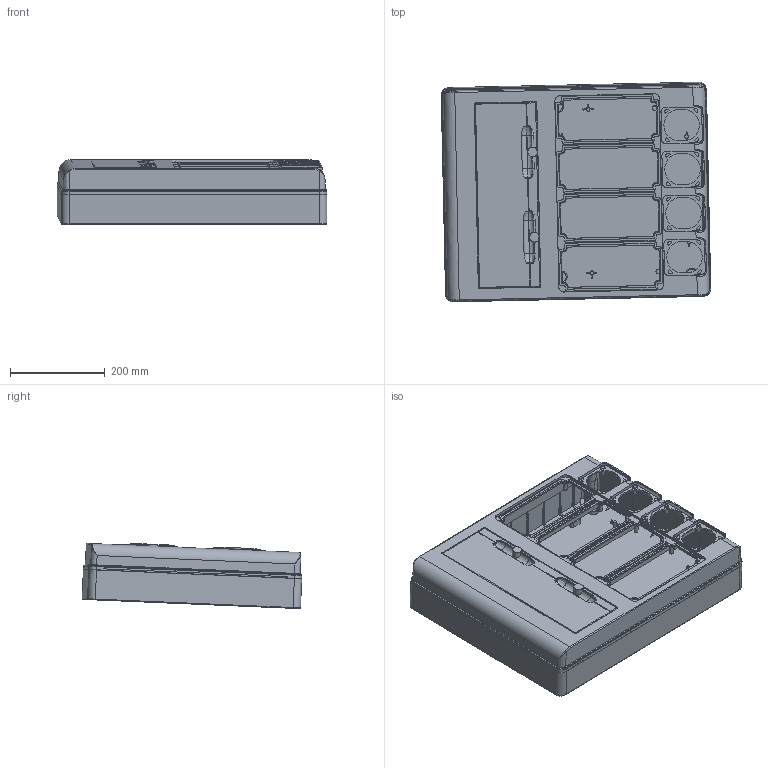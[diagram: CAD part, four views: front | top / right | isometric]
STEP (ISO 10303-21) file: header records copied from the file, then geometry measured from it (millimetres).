
FILE_DESCRIPTION((''),'2;1');
FILE_NAME('GW68015N_ASM','2021-03-31T13:47:33',('User'),('Axiro Italia'),'CREO PARAMETRIC BY PTC INC, 2020354','CREO PARAMETRIC BY PTC INC, 2020354','');
FILE_SCHEMA(('CONFIG_CONTROL_DESIGN'));
Products named in the file (3): 55523526CXXX___FONDO_QDIN_20M; 55523542G_FR_QDIN_20M_4PR_SBF_V; GW68015N_ASM
Assembly tree (2 placements, depth 2):
  GW68015N_ASM
    55523526CXXX___FONDO_QDIN_20M
    55523542G_FR_QDIN_20M_4PR_SBF_V
Bounding box: 568.95 x 463.79 x 137.34 mm (x, y, z)
Volume: 4135782 mm3; surface area: 1499796.8 mm2
Topology: 2 solids, 2 shells, 1694 faces, 4636 edges, 3016 vertices
Faces by surface type: plane 890, cone 414, cylinder 248, bspline 92, torus 34, extrusion 8, sphere 8
Entity records: 61033 total; most frequent: CARTESIAN_POINT 18466, ORIENTED_EDGE 9240, DIRECTION 8430, EDGE_CURVE 4620, VERTEX_POINT 3016, AXIS2_PLACEMENT_3D 2837, VECTOR 2756, LINE 2748
